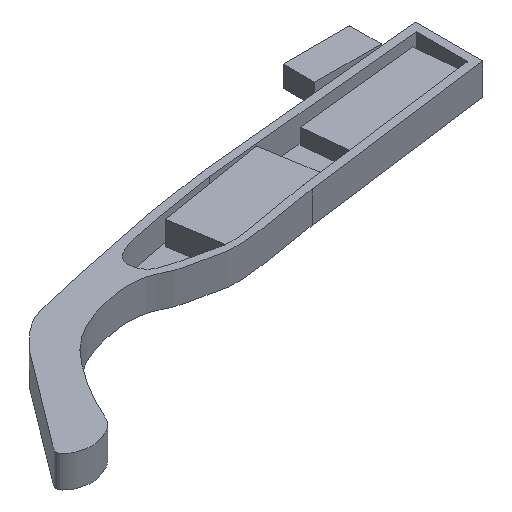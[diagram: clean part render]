
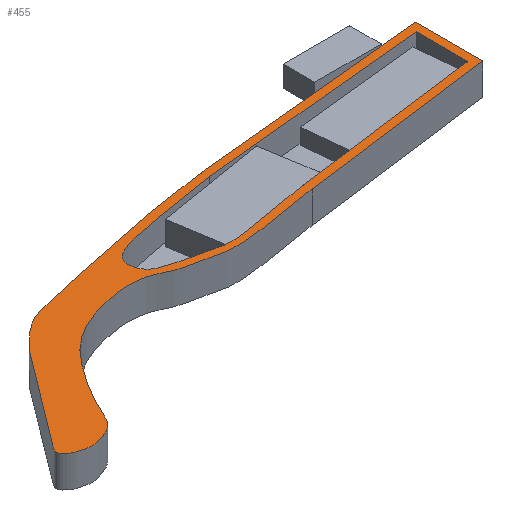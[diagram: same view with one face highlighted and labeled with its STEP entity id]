
A CAD part, isometric view. The second image highlights one B-rep face of the part: STEP entity #455.
In plain terms, the highlighted planar face has unit normal (0, 0, 1).
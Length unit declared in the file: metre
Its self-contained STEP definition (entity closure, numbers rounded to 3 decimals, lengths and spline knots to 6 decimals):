
#12=B_SPLINE_CURVE_WITH_KNOTS('',3,(#730,#731,#732,#733,#734,#735,#736,
#737,#738,#739,#740,#741,#742,#743,#744,#745,#746,#747,#748,#749,#750,#751,
#752,#753,#754,#755,#756,#757,#758,#759,#760,#761,#762),.UNSPECIFIED.,.F.,
 .F.,(4,1,1,1,1,1,1,1,1,1,1,1,1,1,1,1,1,1,1,1,1,1,1,1,1,1,1,1,1,1,4),(0.,
0.040849,0.086108,0.127794,0.17325,
0.210179,0.23828,0.276624,0.312194,
0.354781,0.390931,0.424362,0.444385,
0.465147,0.486318,0.507056,0.528115,
0.554945,0.584122,0.6177,0.662941,
0.698801,0.732697,0.770239,0.797442,
0.822161,0.847262,0.876139,0.909005,
0.942474,1.),.UNSPECIFIED.);
#13=B_SPLINE_CURVE_WITH_KNOTS('',3,(#770,#771,#772,#773,#774,#775,#776,
#777,#778,#779,#780,#781),.UNSPECIFIED.,.F.,.F.,(4,1,1,1,1,1,1,1,1,4),(0.,
0.091248,0.236184,0.329216,0.452328,
0.541383,0.626761,0.731198,0.855509,
1.),.UNSPECIFIED.);
#72=ORIENTED_EDGE('',*,*,#168,.F.);
#73=ORIENTED_EDGE('',*,*,#169,.T.);
#74=ORIENTED_EDGE('',*,*,#170,.T.);
#75=ORIENTED_EDGE('',*,*,#171,.F.);
#76=ORIENTED_EDGE('',*,*,#172,.T.);
#77=ORIENTED_EDGE('',*,*,#173,.T.);
#78=ORIENTED_EDGE('',*,*,#174,.T.);
#79=ORIENTED_EDGE('',*,*,#175,.F.);
#168=EDGE_CURVE('',#220,#221,#268,.T.);
#169=EDGE_CURVE('',#220,#222,#269,.T.);
#170=EDGE_CURVE('',#222,#223,#12,.T.);
#171=EDGE_CURVE('',#221,#223,#270,.T.);
#172=EDGE_CURVE('',#224,#225,#271,.T.);
#173=EDGE_CURVE('',#225,#226,#272,.T.);
#174=EDGE_CURVE('',#226,#227,#13,.T.);
#175=EDGE_CURVE('',#224,#227,#273,.T.);
#220=VERTEX_POINT('',#726);
#221=VERTEX_POINT('',#727);
#222=VERTEX_POINT('',#729);
#223=VERTEX_POINT('',#763);
#224=VERTEX_POINT('',#766);
#225=VERTEX_POINT('',#767);
#226=VERTEX_POINT('',#769);
#227=VERTEX_POINT('',#782);
#268=LINE('',#725,#324);
#269=LINE('',#728,#325);
#270=LINE('',#764,#326);
#271=LINE('',#765,#327);
#272=LINE('',#768,#328);
#273=LINE('',#783,#329);
#324=VECTOR('',#607,1.);
#325=VECTOR('',#608,1.);
#326=VECTOR('',#609,1.);
#327=VECTOR('',#610,1.);
#328=VECTOR('',#611,1.);
#329=VECTOR('',#612,1.);
#368=EDGE_LOOP('',(#72,#73,#74,#75));
#369=EDGE_LOOP('',(#76,#77,#78,#79));
#398=FACE_BOUND('',#368,.T.);
#399=FACE_BOUND('',#369,.T.);
#428=PLANE('',#535);
#455=ADVANCED_FACE('',(#398,#399),#428,.T.);
#535=AXIS2_PLACEMENT_3D('',#724,#605,#606);
#605=DIRECTION('',(0.,0.,1.));
#606=DIRECTION('',(1.,0.,0.));
#607=DIRECTION('',(0.,-1.,0.));
#608=DIRECTION('',(-0.995,-0.097,0.));
#609=DIRECTION('',(-0.992,-0.129,0.));
#610=DIRECTION('',(0.,-1.,0.));
#611=DIRECTION('',(-0.992,-0.129,0.));
#612=DIRECTION('',(-0.995,-0.097,0.));
#724=CARTESIAN_POINT('',(-0.034688,0.002143,0.006));
#725=CARTESIAN_POINT('',(0.013587,0.016127,0.006));
#726=CARTESIAN_POINT('',(0.013587,0.022517,0.006));
#727=CARTESIAN_POINT('',(0.013587,0.009737,0.006));
#728=CARTESIAN_POINT('',(-0.008938,0.020321,0.006));
#729=CARTESIAN_POINT('',(-0.031463,0.018125,0.006));
#730=CARTESIAN_POINT('',(-0.031463,0.018125,0.006));
#731=CARTESIAN_POINT('',(-0.033715,0.017823,0.006));
#732=CARTESIAN_POINT('',(-0.03846,0.017186,0.006));
#733=CARTESIAN_POINT('',(-0.047122,0.015624,0.006));
#734=CARTESIAN_POINT('',(-0.054032,0.013789,0.006));
#735=CARTESIAN_POINT('',(-0.06265,0.012559,0.006));
#736=CARTESIAN_POINT('',(-0.068337,0.010857,0.006));
#737=CARTESIAN_POINT('',(-0.071683,0.010186,0.006));
#738=CARTESIAN_POINT('',(-0.076751,0.005869,0.006));
#739=CARTESIAN_POINT('',(-0.079585,0.001737,0.006));
#740=CARTESIAN_POINT('',(-0.084419,-0.004488,0.006));
#741=CARTESIAN_POINT('',(-0.087637,-0.008574,0.006));
#742=CARTESIAN_POINT('',(-0.090314,-0.012563,0.006));
#743=CARTESIAN_POINT('',(-0.091632,-0.014232,0.006));
#744=CARTESIAN_POINT('',(-0.089954,-0.01578,0.006));
#745=CARTESIAN_POINT('',(-0.088227,-0.016318,0.006));
#746=CARTESIAN_POINT('',(-0.086326,-0.016624,0.006));
#747=CARTESIAN_POINT('',(-0.084522,-0.016052,0.006));
#748=CARTESIAN_POINT('',(-0.081489,-0.014834,0.006));
#749=CARTESIAN_POINT('',(-0.080067,-0.011215,0.006));
#750=CARTESIAN_POINT('',(-0.077916,-0.007142,0.006));
#751=CARTESIAN_POINT('',(-0.073039,0.000095,0.006));
#752=CARTESIAN_POINT('',(-0.068665,0.00339,0.006));
#753=CARTESIAN_POINT('',(-0.064209,0.005358,0.006));
#754=CARTESIAN_POINT('',(-0.058306,0.006663,0.006));
#755=CARTESIAN_POINT('',(-0.055171,0.006461,0.006));
#756=CARTESIAN_POINT('',(-0.052519,0.005841,0.006));
#757=CARTESIAN_POINT('',(-0.050146,0.004464,0.006));
#758=CARTESIAN_POINT('',(-0.0467,0.003728,0.006));
#759=CARTESIAN_POINT('',(-0.042084,0.002538,0.006));
#760=CARTESIAN_POINT('',(-0.037207,0.002608,0.006));
#761=CARTESIAN_POINT('',(-0.028898,0.004002,0.006));
#762=CARTESIAN_POINT('',(-0.023653,0.004894,0.006));
#763=CARTESIAN_POINT('',(-0.023653,0.004894,0.006));
#764=CARTESIAN_POINT('',(-0.005033,0.007315,0.006));
#765=CARTESIAN_POINT('',(0.012087,0.015959,0.006));
#766=CARTESIAN_POINT('',(0.012087,0.020863,0.006));
#767=CARTESIAN_POINT('',(0.012087,0.011054,0.006));
#768=CARTESIAN_POINT('',(-0.00588,0.008718,0.006));
#769=CARTESIAN_POINT('',(-0.023846,0.006381,0.006));
#770=CARTESIAN_POINT('',(-0.023846,0.006381,0.006));
#771=CARTESIAN_POINT('',(-0.024951,0.006219,0.006));
#772=CARTESIAN_POINT('',(-0.027811,0.005799,0.006));
#773=CARTESIAN_POINT('',(-0.038117,0.00382,0.006));
#774=CARTESIAN_POINT('',(-0.041846,0.003824,0.006));
#775=CARTESIAN_POINT('',(-0.049233,0.005864,0.006));
#776=CARTESIAN_POINT('',(-0.052989,0.006926,0.006));
#777=CARTESIAN_POINT('',(-0.054349,0.011791,0.006));
#778=CARTESIAN_POINT('',(-0.048287,0.013924,0.006));
#779=CARTESIAN_POINT('',(-0.041227,0.014984,0.006));
#780=CARTESIAN_POINT('',(-0.034782,0.016056,0.006));
#781=CARTESIAN_POINT('',(-0.031317,0.016632,0.006));
#782=CARTESIAN_POINT('',(-0.031317,0.016632,0.006));
#783=CARTESIAN_POINT('',(-0.009615,0.018748,0.006));
